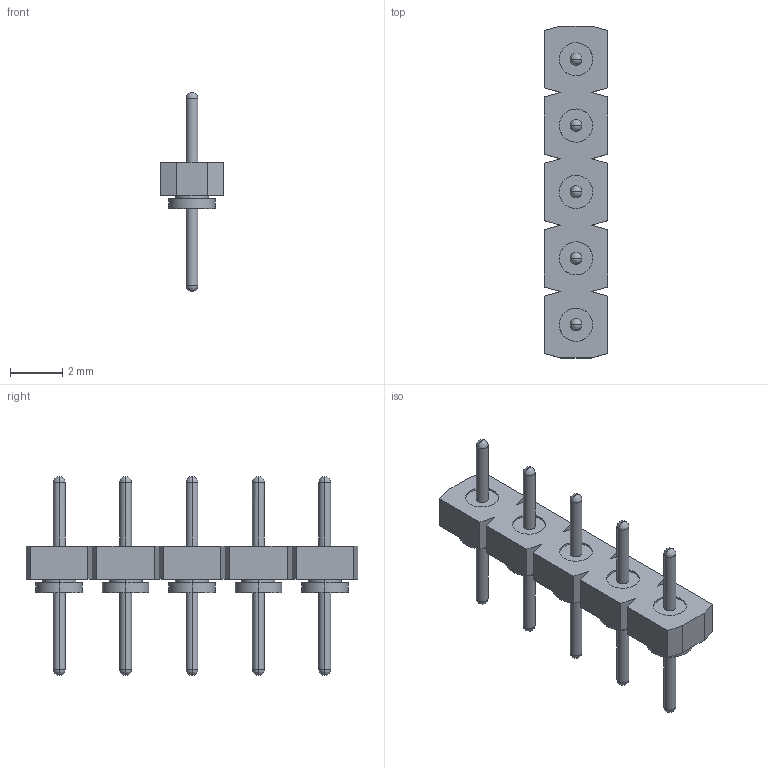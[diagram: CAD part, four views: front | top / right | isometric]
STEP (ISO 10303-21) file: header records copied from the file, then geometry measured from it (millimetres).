
FILE_DESCRIPTION(/* description */ (''),/* implementation_level */ '2;1');
FILE_NAME(/* name */ 'BBL-10~2',/* time_stamp */ '2020-01-15T12:24:26+01:00',/* author */ (''),/* organization */ (''),/* preprocessor_version */ 'ST-DEVELOPER v15',/* originating_system */ '',/* authorisation */ '');
FILE_SCHEMA (('AUTOMOTIVE_DESIGN'));
Length unit declared in the file: millimetre
Products named in the file (1): Document
Bounding box: 2.44 x 12.7 x 7.62 mm (x, y, z)
Volume: 47.8 mm3; surface area: 222.8 mm2
Topology: 6 solids, 6 shells, 119 faces, 306 edges, 194 vertices
Faces by surface type: bspline 70, plane 49
Entity records: 3958 total; most frequent: CARTESIAN_POINT 2117, ORIENTED_EDGE 572, EDGE_CURVE 286, VERTEX_POINT 194, B_SPLINE_CURVE_WITH_KNOTS 146, EDGE_LOOP 144, ADVANCED_FACE 119, FACE_OUTER_BOUND 119
